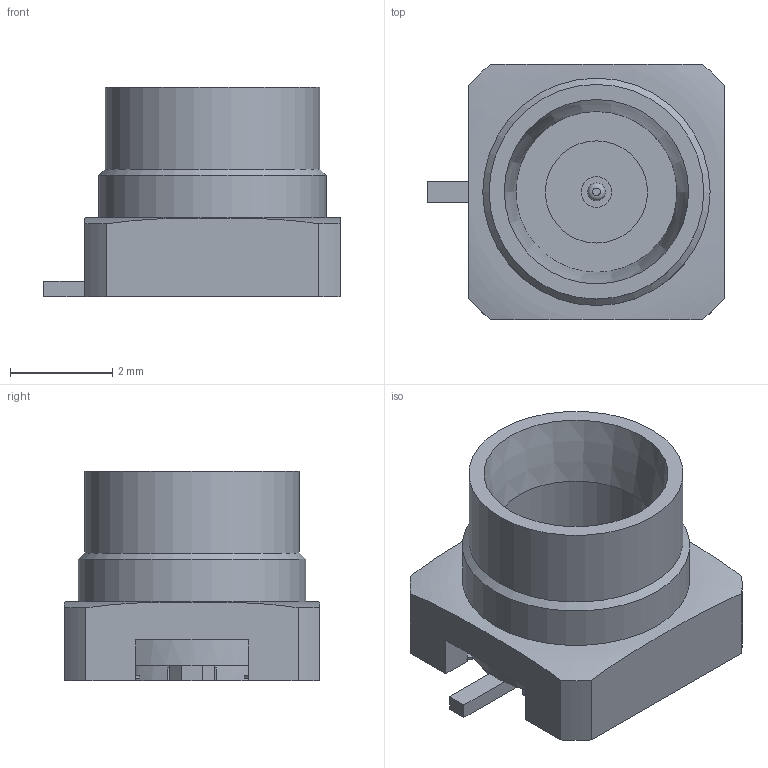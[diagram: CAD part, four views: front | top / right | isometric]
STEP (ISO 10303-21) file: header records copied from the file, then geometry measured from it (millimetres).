
FILE_DESCRIPTION(/* description */ ('Unknown'),/* implementation_level */ '2;1');
FILE_NAME(/* name */ '60114102122403',/* time_stamp */ '2020-01-16T14:31:25+01:00',/* author */ ('Unknown'),/* organization */ ('Unknown'),/* preprocessor_version */ 'ST-DEVELOPER v16.7',/* originating_system */ 'DEX',/* authorisation */ $);
FILE_SCHEMA (('AUTOMOTIVE_DESIGN {1 0 10303 214 3 1 1}'));
Length unit declared in the file: millimetre
Products named in the file (1): 60114102122403
Bounding box: 5.8 x 5 x 4.1 mm (x, y, z)
Volume: 47.3 mm3; surface area: 158.9 mm2
Topology: 1 solids, 1 shells, 90 faces, 242 edges, 158 vertices
Faces by surface type: plane 59, cylinder 27, cone 2, torus 2
Full cylindrical faces by diameter (mm): 0.35 x1, 0.6 x1, 2 x1, 3.15 x1, 4.2 x1, 4.45 x1
Entity records: 3358 total; most frequent: CARTESIAN_POINT 481, DIRECTION 474, ORIENTED_EDGE 448, EDGE_CURVE 224, AXIS2_PLACEMENT_3D 163, VERTEX_POINT 150, LINE 148, VECTOR 148
